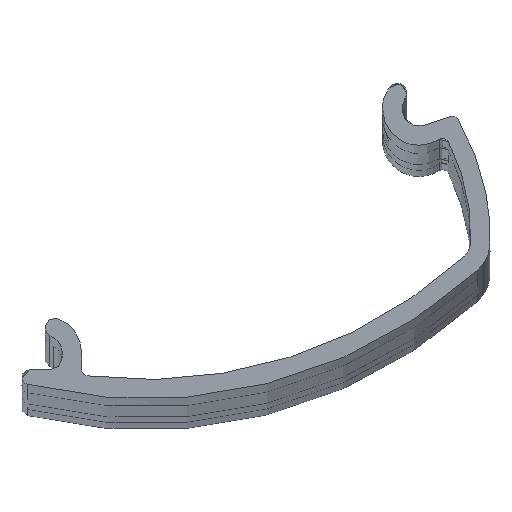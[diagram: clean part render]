
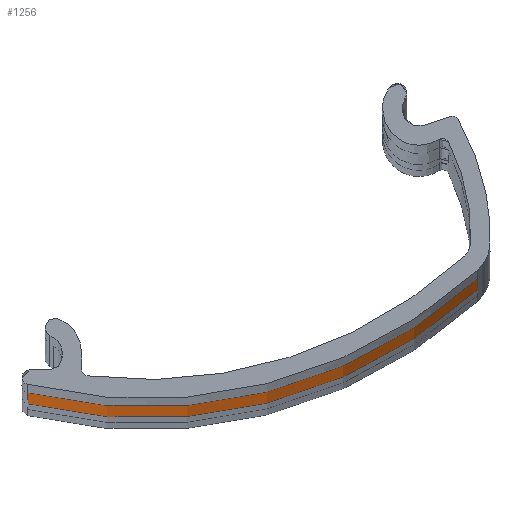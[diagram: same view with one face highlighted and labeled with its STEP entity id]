
A CAD part, top view. The second image highlights one B-rep face of the part: STEP entity #1256.
In plain terms, the highlighted free-form (B-spline) face has degree [3, 3] with [11, 4] control points.
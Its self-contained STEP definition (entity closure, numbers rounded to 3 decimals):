
#99=CARTESIAN_POINT('',(-10.273,-33.814,890.));
#100=CARTESIAN_POINT('',(-8.216,-34.326,890.));
#101=CARTESIAN_POINT('',(-4.083,-34.997,890.));
#102=CARTESIAN_POINT('',(2.247,-34.987,890.));
#103=CARTESIAN_POINT('',(8.476,-33.94,890.));
#104=CARTESIAN_POINT('',(14.45,-31.894,890.));
#105=CARTESIAN_POINT('',(20.02,-28.89,890.));
#106=CARTESIAN_POINT('',(23.333,-26.332,890.));
#107=CARTESIAN_POINT('',(24.897,-24.903,890.));
#109=DIRECTION('',(0.,0.,1.));
#110=VECTOR('',#109,500.);
#111=CARTESIAN_POINT('',(24.897,-24.903,390.));
#112=LINE('',#111,#110);
#126=DIRECTION('',(0.,0.,1.));
#127=VECTOR('',#126,500.);
#128=CARTESIAN_POINT('',(-10.271,-33.814,390.));
#129=LINE('',#128,#127);
#157=CARTESIAN_POINT('',(-10.271,-33.814,390.));
#158=CARTESIAN_POINT('',(-8.234,-34.321,390.));
#159=CARTESIAN_POINT('',(-4.078,-35.,390.));
#160=CARTESIAN_POINT('',(2.242,-34.986,390.));
#161=CARTESIAN_POINT('',(8.474,-33.941,390.));
#162=CARTESIAN_POINT('',(14.451,-31.892,390.));
#163=CARTESIAN_POINT('',(20.014,-28.896,390.));
#164=CARTESIAN_POINT('',(23.347,-26.319,390.));
#165=CARTESIAN_POINT('',(24.897,-24.903,390.));
#1025=CARTESIAN_POINT('',(-10.271,-33.814,
390.));
#1027=VERTEX_POINT('',#1025);
#1028=VERTEX_POINT('',#165);
#1113=VERTEX_POINT('',#99);
#1114=VERTEX_POINT('',#107);
#1202=CARTESIAN_POINT('',(25.512,-24.329,380.));
#1203=CARTESIAN_POINT('',(25.512,-24.329,553.333));
#1204=CARTESIAN_POINT('',(25.512,-24.329,726.667));
#1205=CARTESIAN_POINT('',(25.512,-24.329,900.));
#1206=CARTESIAN_POINT('',(25.308,-24.523,380.));
#1207=CARTESIAN_POINT('',(25.308,-24.523,553.333));
#1208=CARTESIAN_POINT('',(25.308,-24.523,726.667));
#1209=CARTESIAN_POINT('',(25.308,-24.523,900.));
#1210=CARTESIAN_POINT('',(23.552,-26.163,380.));
#1211=CARTESIAN_POINT('',(23.552,-26.163,553.333));
#1212=CARTESIAN_POINT('',(23.552,-26.163,726.667));
#1213=CARTESIAN_POINT('',(23.552,-26.163,900.));
#1214=CARTESIAN_POINT('',(20.02,-28.89,380.));
#1215=CARTESIAN_POINT('',(20.02,-28.89,553.333));
#1216=CARTESIAN_POINT('',(20.02,-28.89,726.667));
#1217=CARTESIAN_POINT('',(20.02,-28.89,900.));
#1218=CARTESIAN_POINT('',(14.45,-31.894,380.));
#1219=CARTESIAN_POINT('',(14.45,-31.894,553.333));
#1220=CARTESIAN_POINT('',(14.45,-31.894,726.667));
#1221=CARTESIAN_POINT('',(14.45,-31.894,900.));
#1222=CARTESIAN_POINT('',(8.476,-33.94,380.));
#1223=CARTESIAN_POINT('',(8.476,-33.94,553.333));
#1224=CARTESIAN_POINT('',(8.476,-33.94,726.667));
#1225=CARTESIAN_POINT('',(8.476,-33.94,900.));
#1226=CARTESIAN_POINT('',(2.247,-34.986,380.));
#1227=CARTESIAN_POINT('',(2.247,-34.986,553.333));
#1228=CARTESIAN_POINT('',(2.247,-34.986,726.667));
#1229=CARTESIAN_POINT('',(2.247,-34.986,900.));
#1230=CARTESIAN_POINT('',(-4.083,-34.998,380.));
#1231=CARTESIAN_POINT('',(-4.083,-34.998,
553.333));
#1232=CARTESIAN_POINT('',(-4.083,-34.998,
726.667));
#1233=CARTESIAN_POINT('',(-4.083,-34.998,900.));
#1234=CARTESIAN_POINT('',(-8.49,-34.281,380.));
#1235=CARTESIAN_POINT('',(-8.49,-34.281,
553.333));
#1236=CARTESIAN_POINT('',(-8.49,-34.281,
726.667));
#1237=CARTESIAN_POINT('',(-8.49,-34.281,900.));
#1238=CARTESIAN_POINT('',(-10.817,-33.675,380.));
#1239=CARTESIAN_POINT('',(-10.817,-33.675,
553.333));
#1240=CARTESIAN_POINT('',(-10.817,-33.675,
726.667));
#1241=CARTESIAN_POINT('',(-10.817,-33.675,900.));
#1242=CARTESIAN_POINT('',(-11.09,-33.601,380.));
#1243=CARTESIAN_POINT('',(-11.09,-33.601,
553.333));
#1244=CARTESIAN_POINT('',(-11.09,-33.601,
726.667));
#1245=CARTESIAN_POINT('',(-11.09,-33.601,900.));
#1246=B_SPLINE_SURFACE_WITH_KNOTS('',3,3,((#1202,#1203,#1204,#1205),(#1206,
#1207,#1208,#1209),(#1210,#1211,#1212,#1213),(#1214,#1215,#1216,#1217),(#1218,
#1219,#1220,#1221),(#1222,#1223,#1224,#1225),(#1226,#1227,#1228,#1229),(#1230,
#1231,#1232,#1233),(#1234,#1235,#1236,#1237),(#1238,#1239,#1240,#1241),(#1242,
#1243,#1244,#1245)),.UNSPECIFIED.,.F.,.F.,.F.,(4,1,1,1,1,1,1,1,4),(4,4),(
-0.022,0.,0.167,0.333,0.5,
0.667,0.833,1.,1.022),(-0.02,1.02),
.UNSPECIFIED.);
#1248=ORIENTED_EDGE('',*,*,#1247,.T.);
#1249=ORIENTED_EDGE('',*,*,#1184,.F.);
#1251=ORIENTED_EDGE('',*,*,#1250,.F.);
#1253=ORIENTED_EDGE('',*,*,#1252,.T.);
#1254=EDGE_LOOP('',(#1248,#1249,#1251,#1253));
#1255=FACE_OUTER_BOUND('',#1254,.F.);
#1256=ADVANCED_FACE('',(#1255),#1246,.F.);
#108=B_SPLINE_CURVE_WITH_KNOTS('',3,(#99,#100,#101,#102,#103,#104,#105,#106,
#107),.UNSPECIFIED.,.F.,.F.,(4,1,1,1,1,1,4),(0.,0.167,
0.333,0.5,0.667,0.833,1.),
.UNSPECIFIED.);
#166=B_SPLINE_CURVE_WITH_KNOTS('',3,(#157,#158,#159,#160,#161,#162,#163,#164,
#165),.UNSPECIFIED.,.F.,.F.,(4,1,1,1,1,1,4),(0.,0.167,
0.333,0.5,0.667,0.833,1.),
.UNSPECIFIED.);
#1184=EDGE_CURVE('',#1028,#1114,#112,.T.);
#1247=EDGE_CURVE('',#1113,#1114,#108,.T.);
#1250=EDGE_CURVE('',#1027,#1028,#166,.T.);
#1252=EDGE_CURVE('',#1027,#1113,#129,.T.);
